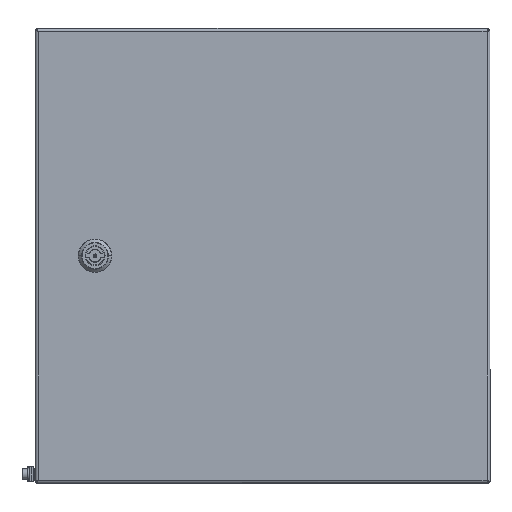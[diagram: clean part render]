
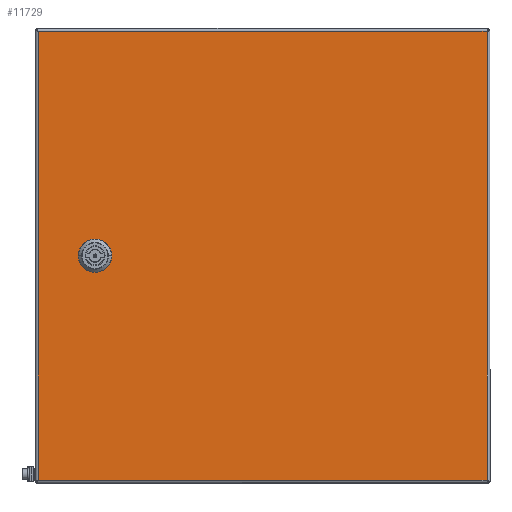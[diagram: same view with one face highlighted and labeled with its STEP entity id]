
A CAD part, top view. The second image highlights one B-rep face of the part: STEP entity #11729.
In plain terms, the highlighted face is planar.
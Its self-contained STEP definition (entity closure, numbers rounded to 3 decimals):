
#578 = DIRECTION ( 'NONE',  ( 1., 0., 0. ) ) ;
#624 = FACE_BOUND ( 'NONE', #31360, .T. ) ;
#1560 = LINE ( 'NONE', #28110, #13405 ) ;
#2390 = DIRECTION ( 'NONE',  ( 0., -1., 0. ) ) ;
#3273 = EDGE_CURVE ( 'NONE', #13777, #33009, #27475, .T. ) ;
#3677 = CIRCLE ( 'NONE', #20421, 11.25 ) ;
#3733 = CARTESIAN_POINT ( 'NONE',  ( 145.154, 10., 0. ) ) ;
#3760 = VECTOR ( 'NONE', #12666, 1000. ) ;
#3847 = LINE ( 'NONE', #17532, #21268 ) ;
#3868 = VECTOR ( 'NONE', #578, 1000. ) ;
#3933 = CARTESIAN_POINT ( 'NONE',  ( 134.846, 10., 0. ) ) ;
#4042 = EDGE_CURVE ( 'NONE', #27909, #13777, #35198, .T. ) ;
#4150 = CARTESIAN_POINT ( 'NONE',  ( 140., 0., 0. ) ) ;
#4772 = LINE ( 'NONE', #12294, #3868 ) ;
#5186 = CARTESIAN_POINT ( 'NONE',  ( 187.5, 188.743, 0. ) ) ;
#5947 = ORIENTED_EDGE ( 'NONE', *, *, #3273, .F. ) ;
#7095 = DIRECTION ( 'NONE',  ( -1., 0., 0. ) ) ;
#7295 = ORIENTED_EDGE ( 'NONE', *, *, #12937, .F. ) ;
#7396 = DIRECTION ( 'NONE',  ( 0., -1., 0. ) ) ;
#8762 = CIRCLE ( 'NONE', #13816, 11.25 ) ;
#10016 = DIRECTION ( 'NONE',  ( 0., 0., -1. ) ) ;
#10322 = CARTESIAN_POINT ( 'NONE',  ( 150., 5.154, 0. ) ) ;
#10955 = ORIENTED_EDGE ( 'NONE', *, *, #25497, .F. ) ;
#11018 = CARTESIAN_POINT ( 'NONE',  ( 187.5, 187.5, 0. ) ) ;
#11486 = CARTESIAN_POINT ( 'NONE',  ( -190., 190., 0. ) ) ;
#11664 = ORIENTED_EDGE ( 'NONE', *, *, #4042, .F. ) ;
#11729 = ADVANCED_FACE ( 'NONE', ( #624, #37700 ), #31996, .F. ) ;
#11873 = LINE ( 'NONE', #25418, #34321 ) ;
#12067 = VERTEX_POINT ( 'NONE', #23882 ) ;
#12180 = CARTESIAN_POINT ( 'NONE',  ( 140., 0., 0. ) ) ;
#12294 = CARTESIAN_POINT ( 'NONE',  ( 145.154, 10., 0. ) ) ;
#12373 = LINE ( 'NONE', #5186, #33906 ) ;
#12666 = DIRECTION ( 'NONE',  ( 1., 0., 0. ) ) ;
#12937 = EDGE_CURVE ( 'NONE', #24067, #20441, #15633, .T. ) ;
#13387 = DIRECTION ( 'NONE',  ( 0., 1., 0. ) ) ;
#13405 = VECTOR ( 'NONE', #13387, 1000. ) ;
#13516 = ORIENTED_EDGE ( 'NONE', *, *, #21930, .T. ) ;
#13724 = EDGE_CURVE ( 'NONE', #33009, #24067, #8762, .T. ) ;
#13777 = VERTEX_POINT ( 'NONE', #33583 ) ;
#13816 = AXIS2_PLACEMENT_3D ( 'NONE', #4150, #24645, #7095 ) ;
#13933 = CIRCLE ( 'NONE', #34152, 11.25 ) ;
#14039 = CARTESIAN_POINT ( 'NONE',  ( 150., -5.154, 0. ) ) ;
#14430 = DIRECTION ( 'NONE',  ( 0., 0., 1. ) ) ;
#14490 = CARTESIAN_POINT ( 'NONE',  ( 140., 0., 0. ) ) ;
#15150 = DIRECTION ( 'NONE',  ( -1., 0., 0. ) ) ;
#15633 = LINE ( 'NONE', #28903, #23398 ) ;
#16792 = VERTEX_POINT ( 'NONE', #31123 ) ;
#17044 = ORIENTED_EDGE ( 'NONE', *, *, #13724, .F. ) ;
#17353 = EDGE_CURVE ( 'NONE', #30679, #24999, #34896, .T. ) ;
#17438 = DIRECTION ( 'NONE',  ( -1., 0., 0. ) ) ;
#17532 = CARTESIAN_POINT ( 'NONE',  ( 188.743, -187.5, 0. ) ) ;
#18157 = EDGE_CURVE ( 'NONE', #24999, #27718, #12373, .T. ) ;
#18382 = CARTESIAN_POINT ( 'NONE',  ( -187.5, -187.5, 0. ) ) ;
#18967 = ORIENTED_EDGE ( 'NONE', *, *, #18157, .T. ) ;
#19997 = CARTESIAN_POINT ( 'NONE',  ( 187.5, -187.5, 0. ) ) ;
#20421 = AXIS2_PLACEMENT_3D ( 'NONE', #14490, #34976, #17438 ) ;
#20441 = VERTEX_POINT ( 'NONE', #29583 ) ;
#21268 = VECTOR ( 'NONE', #35088, 1000. ) ;
#21712 = VERTEX_POINT ( 'NONE', #3933 ) ;
#21930 = EDGE_CURVE ( 'NONE', #37863, #30679, #11873, .T. ) ;
#22048 = AXIS2_PLACEMENT_3D ( 'NONE', #12180, #32683, #15150 ) ;
#23398 = VECTOR ( 'NONE', #25994, 1000. ) ;
#23882 = CARTESIAN_POINT ( 'NONE',  ( 130., -5.154, 0. ) ) ;
#24067 = VERTEX_POINT ( 'NONE', #29528 ) ;
#24645 = DIRECTION ( 'NONE',  ( 0., 0., -1. ) ) ;
#24721 = EDGE_CURVE ( 'NONE', #16792, #21712, #13933, .T. ) ;
#24999 = VERTEX_POINT ( 'NONE', #11018 ) ;
#25101 = EDGE_CURVE ( 'NONE', #27718, #37863, #3847, .T. ) ;
#25418 = CARTESIAN_POINT ( 'NONE',  ( -187.5, -188.743, 0. ) ) ;
#25497 = EDGE_CURVE ( 'NONE', #12067, #16792, #1560, .T. ) ;
#25994 = DIRECTION ( 'NONE',  ( -1., 0., 0. ) ) ;
#26553 = VECTOR ( 'NONE', #7396, 1000. ) ;
#27475 = LINE ( 'NONE', #10322, #26553 ) ;
#27553 = CARTESIAN_POINT ( 'NONE',  ( 140., 0., 0. ) ) ;
#27718 = VERTEX_POINT ( 'NONE', #19997 ) ;
#27909 = VERTEX_POINT ( 'NONE', #3733 ) ;
#28110 = CARTESIAN_POINT ( 'NONE',  ( 130., 5.154, 0. ) ) ;
#28903 = CARTESIAN_POINT ( 'NONE',  ( 145.154, -10., 0. ) ) ;
#29012 = ORIENTED_EDGE ( 'NONE', *, *, #32166, .F. ) ;
#29358 = EDGE_LOOP ( 'NONE', ( #35588, #13516, #30871, #18967 ) ) ;
#29528 = CARTESIAN_POINT ( 'NONE',  ( 145.154, -10., 0. ) ) ;
#29583 = CARTESIAN_POINT ( 'NONE',  ( 134.846, -10., 0. ) ) ;
#30486 = DIRECTION ( 'NONE',  ( -1., 0., 0. ) ) ;
#30679 = VERTEX_POINT ( 'NONE', #36661 ) ;
#30871 = ORIENTED_EDGE ( 'NONE', *, *, #17353, .T. ) ;
#31123 = CARTESIAN_POINT ( 'NONE',  ( 130., 5.154, 0. ) ) ;
#31192 = DIRECTION ( 'NONE',  ( 0., 1., 0. ) ) ;
#31360 = EDGE_LOOP ( 'NONE', ( #7295, #17044, #5947, #11664, #32909, #33636, #10955, #29012 ) ) ;
#31996 = PLANE ( 'NONE',  #36324 ) ;
#32166 = EDGE_CURVE ( 'NONE', #20441, #12067, #3677, .T. ) ;
#32683 = DIRECTION ( 'NONE',  ( 0., 0., -1. ) ) ;
#32909 = ORIENTED_EDGE ( 'NONE', *, *, #36972, .F. ) ;
#33009 = VERTEX_POINT ( 'NONE', #14039 ) ;
#33583 = CARTESIAN_POINT ( 'NONE',  ( 150., 5.154, 0. ) ) ;
#33636 = ORIENTED_EDGE ( 'NONE', *, *, #24721, .F. ) ;
#33906 = VECTOR ( 'NONE', #2390, 1000. ) ;
#34152 = AXIS2_PLACEMENT_3D ( 'NONE', #27553, #10016, #30486 ) ;
#34321 = VECTOR ( 'NONE', #31192, 1000. ) ;
#34896 = LINE ( 'NONE', #36142, #3760 ) ;
#34914 = DIRECTION ( 'NONE',  ( 1., 0., 0. ) ) ;
#34976 = DIRECTION ( 'NONE',  ( 0., 0., -1. ) ) ;
#35088 = DIRECTION ( 'NONE',  ( -1., 0., 0. ) ) ;
#35198 = CIRCLE ( 'NONE', #22048, 11.25 ) ;
#35588 = ORIENTED_EDGE ( 'NONE', *, *, #25101, .T. ) ;
#36142 = CARTESIAN_POINT ( 'NONE',  ( -188.743, 187.5, 0. ) ) ;
#36324 = AXIS2_PLACEMENT_3D ( 'NONE', #11486, #14430, #34914 ) ;
#36661 = CARTESIAN_POINT ( 'NONE',  ( -187.5, 187.5, 0. ) ) ;
#36972 = EDGE_CURVE ( 'NONE', #21712, #27909, #4772, .T. ) ;
#37700 = FACE_OUTER_BOUND ( 'NONE', #29358, .T. ) ;
#37863 = VERTEX_POINT ( 'NONE', #18382 ) ;
